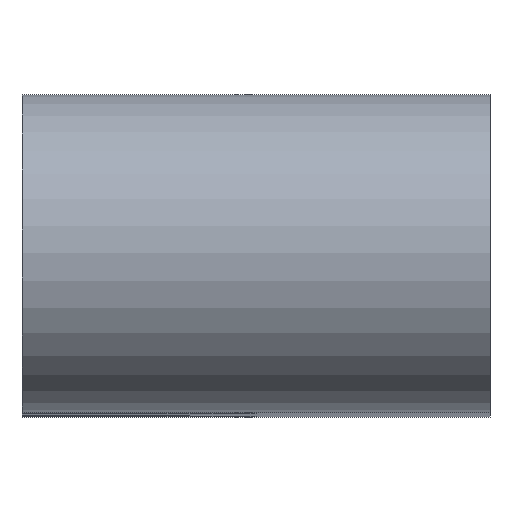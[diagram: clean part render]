
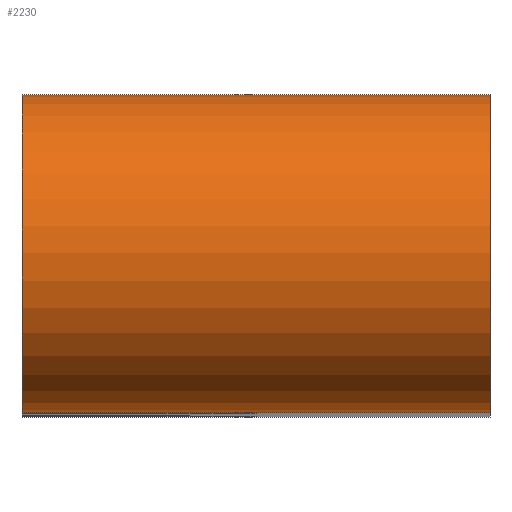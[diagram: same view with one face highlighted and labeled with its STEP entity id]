
A CAD part, top view. The second image highlights one B-rep face of the part: STEP entity #2230.
In plain terms, the highlighted cylindrical face has radius 9.5 mm (diameter 19 mm), a partial arc.
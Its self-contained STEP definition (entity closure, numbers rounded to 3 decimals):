
#50 = PLANE('',#51);
#51 = AXIS2_PLACEMENT_3D('',#52,#53,#54);
#52 = CARTESIAN_POINT('',(80.,-30.423,57.808));
#53 = DIRECTION('',(-1.,0.,0.));
#54 = DIRECTION('',(0.,0.,-1.));
#62 = PLANE('',#63);
#63 = AXIS2_PLACEMENT_3D('',#64,#65,#66);
#64 = CARTESIAN_POINT('',(80.,-39.3,132.467));
#65 = DIRECTION('',(0.,-1.,0.));
#66 = DIRECTION('',(0.,0.,1.));
#383 = VERTEX_POINT('',#384);
#384 = CARTESIAN_POINT('',(80.,-20.3,132.467));
#398 = PLANE('',#399);
#399 = AXIS2_PLACEMENT_3D('',#400,#401,#402);
#400 = CARTESIAN_POINT('',(80.,-20.3,118.281));
#401 = DIRECTION('',(0.,1.,0.));
#402 = DIRECTION('',(0.,0.,-1.));
#410 = EDGE_CURVE('',#383,#411,#413,.T.);
#411 = VERTEX_POINT('',#412);
#412 = CARTESIAN_POINT('',(80.,-39.3,132.467));
#413 = SURFACE_CURVE('',#414,(#419,#430),.PCURVE_S1.);
#414 = CIRCLE('',#415,9.5);
#415 = AXIS2_PLACEMENT_3D('',#416,#417,#418);
#416 = CARTESIAN_POINT('',(80.,-29.8,132.467));
#417 = DIRECTION('',(1.,0.,0.));
#418 = DIRECTION('',(0.,1.,0.));
#419 = PCURVE('',#50,#420);
#420 = DEFINITIONAL_REPRESENTATION('',(#421),#429);
#421 = ( BOUNDED_CURVE() B_SPLINE_CURVE(2,(#422,#423,#424,#425,#426,#427
,#428),.UNSPECIFIED.,.T.,.F.) B_SPLINE_CURVE_WITH_KNOTS((1,2,2,2,2,1),(
    -2.094,0.,2.094,4.189,6.283,
8.378),.UNSPECIFIED.) CURVE() GEOMETRIC_REPRESENTATION_ITEM() 
RATIONAL_B_SPLINE_CURVE((1.,0.5,1.,0.5,1.,0.5,1.)) REPRESENTATION_ITEM(
  '') );
#422 = CARTESIAN_POINT('',(-74.659,-10.123));
#423 = CARTESIAN_POINT('',(-91.114,-10.123));
#424 = CARTESIAN_POINT('',(-82.887,4.127));
#425 = CARTESIAN_POINT('',(-74.659,18.377));
#426 = CARTESIAN_POINT('',(-66.432,4.127));
#427 = CARTESIAN_POINT('',(-58.205,-10.123));
#428 = CARTESIAN_POINT('',(-74.659,-10.123));
#429 = ( GEOMETRIC_REPRESENTATION_CONTEXT(2) 
PARAMETRIC_REPRESENTATION_CONTEXT() REPRESENTATION_CONTEXT('2D SPACE',''
  ) );
#430 = PCURVE('',#431,#436);
#431 = CYLINDRICAL_SURFACE('',#432,9.5);
#432 = AXIS2_PLACEMENT_3D('',#433,#434,#435);
#433 = CARTESIAN_POINT('',(80.,-29.8,132.467));
#434 = DIRECTION('',(-1.,0.,0.));
#435 = DIRECTION('',(0.,1.,0.));
#436 = DEFINITIONAL_REPRESENTATION('',(#437),#441);
#437 = LINE('',#438,#439);
#438 = CARTESIAN_POINT('',(-0.,0.));
#439 = VECTOR('',#440,1.);
#440 = DIRECTION('',(-1.,0.));
#441 = ( GEOMETRIC_REPRESENTATION_CONTEXT(2) 
PARAMETRIC_REPRESENTATION_CONTEXT() REPRESENTATION_CONTEXT('2D SPACE',''
  ) );
#829 = EDGE_CURVE('',#411,#830,#832,.T.);
#830 = VERTEX_POINT('',#831);
#831 = CARTESIAN_POINT('',(108.,-39.3,132.467));
#832 = SURFACE_CURVE('',#833,(#837,#844),.PCURVE_S1.);
#833 = LINE('',#834,#835);
#834 = CARTESIAN_POINT('',(80.,-39.3,132.467));
#835 = VECTOR('',#836,1.);
#836 = DIRECTION('',(1.,0.,0.));
#837 = PCURVE('',#62,#838);
#838 = DEFINITIONAL_REPRESENTATION('',(#839),#843);
#839 = LINE('',#840,#841);
#840 = CARTESIAN_POINT('',(-0.,-0.));
#841 = VECTOR('',#842,1.);
#842 = DIRECTION('',(0.,-1.));
#843 = ( GEOMETRIC_REPRESENTATION_CONTEXT(2) 
PARAMETRIC_REPRESENTATION_CONTEXT() REPRESENTATION_CONTEXT('2D SPACE',''
  ) );
#844 = PCURVE('',#431,#845);
#845 = DEFINITIONAL_REPRESENTATION('',(#846),#850);
#846 = LINE('',#847,#848);
#847 = CARTESIAN_POINT('',(-3.142,0.));
#848 = VECTOR('',#849,1.);
#849 = DIRECTION('',(-0.,-1.));
#850 = ( GEOMETRIC_REPRESENTATION_CONTEXT(2) 
PARAMETRIC_REPRESENTATION_CONTEXT() REPRESENTATION_CONTEXT('2D SPACE',''
  ) );
#868 = PLANE('',#869);
#869 = AXIS2_PLACEMENT_3D('',#870,#871,#872);
#870 = CARTESIAN_POINT('',(108.,-30.423,57.808));
#871 = DIRECTION('',(-1.,0.,0.));
#872 = DIRECTION('',(0.,0.,-1.));
#2230 = ADVANCED_FACE('',(#2231),#431,.T.);
#2231 = FACE_BOUND('',#2232,.F.);
#2232 = EDGE_LOOP('',(#2233,#2256,#2282,#2283));
#2233 = ORIENTED_EDGE('',*,*,#2234,.T.);
#2234 = EDGE_CURVE('',#383,#2235,#2237,.T.);
#2235 = VERTEX_POINT('',#2236);
#2236 = CARTESIAN_POINT('',(108.,-20.3,132.467));
#2237 = SURFACE_CURVE('',#2238,(#2242,#2249),.PCURVE_S1.);
#2238 = LINE('',#2239,#2240);
#2239 = CARTESIAN_POINT('',(80.,-20.3,132.467));
#2240 = VECTOR('',#2241,1.);
#2241 = DIRECTION('',(1.,0.,0.));
#2242 = PCURVE('',#431,#2243);
#2243 = DEFINITIONAL_REPRESENTATION('',(#2244),#2248);
#2244 = LINE('',#2245,#2246);
#2245 = CARTESIAN_POINT('',(-0.,0.));
#2246 = VECTOR('',#2247,1.);
#2247 = DIRECTION('',(-0.,-1.));
#2248 = ( GEOMETRIC_REPRESENTATION_CONTEXT(2) 
PARAMETRIC_REPRESENTATION_CONTEXT() REPRESENTATION_CONTEXT('2D SPACE',''
  ) );
#2249 = PCURVE('',#398,#2250);
#2250 = DEFINITIONAL_REPRESENTATION('',(#2251),#2255);
#2251 = LINE('',#2252,#2253);
#2252 = CARTESIAN_POINT('',(-14.186,0.));
#2253 = VECTOR('',#2254,1.);
#2254 = DIRECTION('',(0.,-1.));
#2255 = ( GEOMETRIC_REPRESENTATION_CONTEXT(2) 
PARAMETRIC_REPRESENTATION_CONTEXT() REPRESENTATION_CONTEXT('2D SPACE',''
  ) );
#2256 = ORIENTED_EDGE('',*,*,#2257,.T.);
#2257 = EDGE_CURVE('',#2235,#830,#2258,.T.);
#2258 = SURFACE_CURVE('',#2259,(#2264,#2271),.PCURVE_S1.);
#2259 = CIRCLE('',#2260,9.5);
#2260 = AXIS2_PLACEMENT_3D('',#2261,#2262,#2263);
#2261 = CARTESIAN_POINT('',(108.,-29.8,132.467));
#2262 = DIRECTION('',(1.,0.,0.));
#2263 = DIRECTION('',(0.,1.,0.));
#2264 = PCURVE('',#431,#2265);
#2265 = DEFINITIONAL_REPRESENTATION('',(#2266),#2270);
#2266 = LINE('',#2267,#2268);
#2267 = CARTESIAN_POINT('',(-0.,-28.));
#2268 = VECTOR('',#2269,1.);
#2269 = DIRECTION('',(-1.,0.));
#2270 = ( GEOMETRIC_REPRESENTATION_CONTEXT(2) 
PARAMETRIC_REPRESENTATION_CONTEXT() REPRESENTATION_CONTEXT('2D SPACE',''
  ) );
#2271 = PCURVE('',#868,#2272);
#2272 = DEFINITIONAL_REPRESENTATION('',(#2273),#2281);
#2273 = ( BOUNDED_CURVE() B_SPLINE_CURVE(2,(#2274,#2275,#2276,#2277,
#2278,#2279,#2280),.UNSPECIFIED.,.T.,.F.) B_SPLINE_CURVE_WITH_KNOTS((1,2
    ,2,2,2,1),(-2.094,0.,2.094,4.189,
6.283,8.378),.UNSPECIFIED.) CURVE() 
GEOMETRIC_REPRESENTATION_ITEM() RATIONAL_B_SPLINE_CURVE((1.,0.5,1.,0.5,
1.,0.5,1.)) REPRESENTATION_ITEM('') );
#2274 = CARTESIAN_POINT('',(-74.659,-10.123));
#2275 = CARTESIAN_POINT('',(-91.114,-10.123));
#2276 = CARTESIAN_POINT('',(-82.887,4.127));
#2277 = CARTESIAN_POINT('',(-74.659,18.377));
#2278 = CARTESIAN_POINT('',(-66.432,4.127));
#2279 = CARTESIAN_POINT('',(-58.205,-10.123));
#2280 = CARTESIAN_POINT('',(-74.659,-10.123));
#2281 = ( GEOMETRIC_REPRESENTATION_CONTEXT(2) 
PARAMETRIC_REPRESENTATION_CONTEXT() REPRESENTATION_CONTEXT('2D SPACE',''
  ) );
#2282 = ORIENTED_EDGE('',*,*,#829,.F.);
#2283 = ORIENTED_EDGE('',*,*,#410,.F.);
